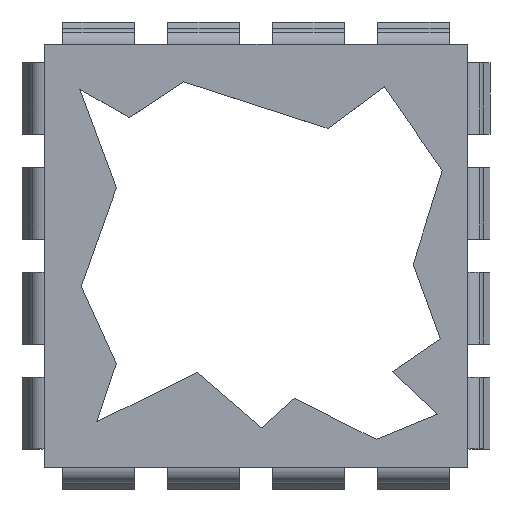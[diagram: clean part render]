
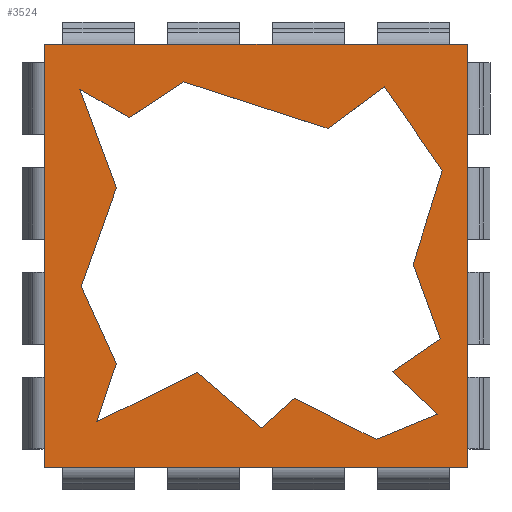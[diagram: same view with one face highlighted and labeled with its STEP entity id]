
A CAD part, top view. The second image highlights one B-rep face of the part: STEP entity #3524.
In plain terms, the highlighted planar face has unit normal (0, 0, 1).
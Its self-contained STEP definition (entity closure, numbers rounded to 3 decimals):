
#2794=CARTESIAN_POINT('',(8.571,-7.298,11.0));
#2795=VERTEX_POINT('',#2794);
#2802=CARTESIAN_POINT('',(11.591,-5.215,11.0));
#2803=VERTEX_POINT('',#2802);
#2804=CARTESIAN_POINT('',(11.591,-5.215,11.0));
#2805=DIRECTION('',(-0.823,-0.568,0.0));
#2806=VECTOR('',#2805,3.669);
#2807=LINE('',#2804,#2806);
#2808=EDGE_CURVE('',#2803,#2795,#2807,.T.);
#2833=CARTESIAN_POINT('',(9.89,-0.537,11.0));
#2834=VERTEX_POINT('',#2833);
#2835=CARTESIAN_POINT('',(9.89,-0.537,11.0));
#2836=DIRECTION('',(0.342,-0.94,0.0));
#2837=VECTOR('',#2836,4.978);
#2838=LINE('',#2835,#2837);
#2839=EDGE_CURVE('',#2834,#2803,#2838,.T.);
#2864=CARTESIAN_POINT('',(11.719,5.374,11.0));
#2865=VERTEX_POINT('',#2864);
#2866=CARTESIAN_POINT('',(11.719,5.374,11.0));
#2867=DIRECTION('',(-0.296,-0.955,0.0));
#2868=VECTOR('',#2867,6.188);
#2869=LINE('',#2866,#2868);
#2870=EDGE_CURVE('',#2865,#2834,#2869,.T.);
#2895=CARTESIAN_POINT('',(8.061,10.647,11.0));
#2896=VERTEX_POINT('',#2895);
#2897=CARTESIAN_POINT('',(8.061,10.647,11.0));
#2898=DIRECTION('',(0.57,-0.822,0.0));
#2899=VECTOR('',#2898,6.418);
#2900=LINE('',#2897,#2899);
#2901=EDGE_CURVE('',#2896,#2865,#2900,.T.);
#2926=CARTESIAN_POINT('',(4.53,8.011,11.0));
#2927=VERTEX_POINT('',#2926);
#2928=CARTESIAN_POINT('',(4.53,8.011,11.0));
#2929=DIRECTION('',(0.801,0.598,0.0));
#2930=VECTOR('',#2929,4.406);
#2931=LINE('',#2928,#2930);
#2932=EDGE_CURVE('',#2927,#2896,#2931,.T.);
#2957=CARTESIAN_POINT('',(-4.573,10.945,11.0));
#2958=VERTEX_POINT('',#2957);
#2959=CARTESIAN_POINT('',(-4.573,10.945,11.0));
#2960=DIRECTION('',(0.952,-0.307,0.0));
#2961=VECTOR('',#2960,9.564);
#2962=LINE('',#2959,#2961);
#2963=EDGE_CURVE('',#2958,#2927,#2962,.T.);
#2988=CARTESIAN_POINT('',(-7.976,8.691,11.0));
#2989=VERTEX_POINT('',#2988);
#2990=CARTESIAN_POINT('',(-7.976,8.691,11.0));
#2991=DIRECTION('',(0.834,0.552,0.0));
#2992=VECTOR('',#2991,4.082);
#2993=LINE('',#2990,#2992);
#2994=EDGE_CURVE('',#2989,#2958,#2993,.T.);
#3019=CARTESIAN_POINT('',(-11.081,10.477,11.0));
#3020=VERTEX_POINT('',#3019);
#3021=CARTESIAN_POINT('',(-11.081,10.477,11.0));
#3022=DIRECTION('',(0.867,-0.499,0.0));
#3023=VECTOR('',#3022,3.582);
#3024=LINE('',#3021,#3023);
#3025=EDGE_CURVE('',#3020,#2989,#3024,.T.);
#3050=CARTESIAN_POINT('',(-8.784,4.268,11.0));
#3051=VERTEX_POINT('',#3050);
#3052=CARTESIAN_POINT('',(-8.784,4.268,11.0));
#3053=DIRECTION('',(-0.347,0.938,0.0));
#3054=VECTOR('',#3053,6.62);
#3055=LINE('',#3052,#3054);
#3056=EDGE_CURVE('',#3051,#3020,#3055,.T.);
#3081=CARTESIAN_POINT('',(-10.996,-1.94,11.0));
#3082=VERTEX_POINT('',#3081);
#3083=CARTESIAN_POINT('',(-10.996,-1.94,11.0));
#3084=DIRECTION('',(0.336,0.942,0.0));
#3085=VECTOR('',#3084,6.591);
#3086=LINE('',#3083,#3085);
#3087=EDGE_CURVE('',#3082,#3051,#3086,.T.);
#3112=CARTESIAN_POINT('',(-8.784,-6.788,11.0));
#3113=VERTEX_POINT('',#3112);
#3114=CARTESIAN_POINT('',(-8.784,-6.788,11.0));
#3115=DIRECTION('',(-0.415,0.91,0.0));
#3116=VECTOR('',#3115,5.329);
#3117=LINE('',#3114,#3116);
#3118=EDGE_CURVE('',#3113,#3082,#3117,.T.);
#3143=CARTESIAN_POINT('',(-10.017,-10.445,11.0));
#3144=VERTEX_POINT('',#3143);
#3145=CARTESIAN_POINT('',(-10.017,-10.445,11.0));
#3146=DIRECTION('',(0.32,0.948,0.0));
#3147=VECTOR('',#3146,3.86);
#3148=LINE('',#3145,#3147);
#3149=EDGE_CURVE('',#3144,#3113,#3148,.T.);
#3174=CARTESIAN_POINT('',(-3.679,-7.341,11.0));
#3175=VERTEX_POINT('',#3174);
#3176=CARTESIAN_POINT('',(-3.679,-7.341,11.0));
#3177=DIRECTION('',(-0.898,-0.44,0.0));
#3178=VECTOR('',#3177,7.057);
#3179=LINE('',#3176,#3178);
#3180=EDGE_CURVE('',#3175,#3144,#3179,.T.);
#3205=CARTESIAN_POINT('',(0.362,-10.828,11.0));
#3206=VERTEX_POINT('',#3205);
#3207=CARTESIAN_POINT('',(0.362,-10.828,11.0));
#3208=DIRECTION('',(-0.757,0.653,0.0));
#3209=VECTOR('',#3208,5.338);
#3210=LINE('',#3207,#3209);
#3211=EDGE_CURVE('',#3206,#3175,#3210,.T.);
#3236=CARTESIAN_POINT('',(2.446,-8.957,11.0));
#3237=VERTEX_POINT('',#3236);
#3238=CARTESIAN_POINT('',(2.446,-8.957,11.0));
#3239=DIRECTION('',(-0.744,-0.668,0.0));
#3240=VECTOR('',#3239,2.801);
#3241=LINE('',#3238,#3240);
#3242=EDGE_CURVE('',#3237,#3206,#3241,.T.);
#3267=CARTESIAN_POINT('',(7.55,-11.551,11.0));
#3268=VERTEX_POINT('',#3267);
#3269=CARTESIAN_POINT('',(7.55,-11.551,11.0));
#3270=DIRECTION('',(-0.891,0.453,0.0));
#3271=VECTOR('',#3270,5.726);
#3272=LINE('',#3269,#3271);
#3273=EDGE_CURVE('',#3268,#3237,#3272,.T.);
#3298=CARTESIAN_POINT('',(11.423,-9.959,11.0));
#3299=VERTEX_POINT('',#3298);
#3300=CARTESIAN_POINT('',(11.423,-9.959,11.0));
#3301=DIRECTION('',(-0.925,-0.38,0.0));
#3302=VECTOR('',#3301,4.187);
#3303=LINE('',#3300,#3302);
#3304=EDGE_CURVE('',#3299,#3268,#3303,.T.);
#3327=CARTESIAN_POINT('',(8.571,-7.298,11.0));
#3328=DIRECTION('',(0.731,-0.682,0.0));
#3329=VECTOR('',#3328,3.9);
#3330=LINE('',#3327,#3329);
#3331=EDGE_CURVE('',#2795,#3299,#3330,.T.);
#3352=CARTESIAN_POINT('',(-13.3,13.3,11.0));
#3353=VERTEX_POINT('',#3352);
#3360=CARTESIAN_POINT('',(13.3,13.3,11.0));
#3361=VERTEX_POINT('',#3360);
#3362=CARTESIAN_POINT('',(13.3,13.3,11.0));
#3363=DIRECTION('',(-1.0,0.0,0.0));
#3364=VECTOR('',#3363,26.6);
#3365=LINE('',#3362,#3364);
#3366=EDGE_CURVE('',#3361,#3353,#3365,.T.);
#3390=CARTESIAN_POINT('',(-13.3,-13.3,11.0));
#3391=VERTEX_POINT('',#3390);
#3398=CARTESIAN_POINT('',(-13.3,13.3,11.0));
#3399=DIRECTION('',(0.0,-1.0,0.0));
#3400=VECTOR('',#3399,26.6);
#3401=LINE('',#3398,#3400);
#3402=EDGE_CURVE('',#3353,#3391,#3401,.T.);
#3421=CARTESIAN_POINT('',(13.3,-13.3,11.0));
#3422=VERTEX_POINT('',#3421);
#3429=CARTESIAN_POINT('',(-13.3,-13.3,11.0));
#3430=DIRECTION('',(1.0,0.0,0.0));
#3431=VECTOR('',#3430,26.6);
#3432=LINE('',#3429,#3431);
#3433=EDGE_CURVE('',#3391,#3422,#3432,.T.);
#3451=CARTESIAN_POINT('',(13.3,-13.3,11.0));
#3452=DIRECTION('',(0.0,1.0,0.0));
#3453=VECTOR('',#3452,26.6);
#3454=LINE('',#3451,#3453);
#3455=EDGE_CURVE('',#3422,#3361,#3454,.T.);
#3493=CARTESIAN_POINT('',(0.,0.,11.0));
#3494=DIRECTION('',(0.0,0.0,1.0));
#3495=DIRECTION('',(1.0,0.0,0.0));
#3496=AXIS2_PLACEMENT_3D('',#3493,#3494,#3495);
#3497=PLANE('',#3496);
#3498=ORIENTED_EDGE('',*,*,#3455,.T.);
#3499=ORIENTED_EDGE('',*,*,#3366,.T.);
#3500=ORIENTED_EDGE('',*,*,#3402,.T.);
#3501=ORIENTED_EDGE('',*,*,#3433,.T.);
#3502=EDGE_LOOP('',(#3498,#3499,#3500,#3501));
#3503=FACE_OUTER_BOUND('',#3502,.T.);
#3504=ORIENTED_EDGE('',*,*,#2808,.T.);
#3505=ORIENTED_EDGE('',*,*,#3331,.T.);
#3506=ORIENTED_EDGE('',*,*,#3304,.T.);
#3507=ORIENTED_EDGE('',*,*,#3273,.T.);
#3508=ORIENTED_EDGE('',*,*,#3242,.T.);
#3509=ORIENTED_EDGE('',*,*,#3211,.T.);
#3510=ORIENTED_EDGE('',*,*,#3180,.T.);
#3511=ORIENTED_EDGE('',*,*,#3149,.T.);
#3512=ORIENTED_EDGE('',*,*,#3118,.T.);
#3513=ORIENTED_EDGE('',*,*,#3087,.T.);
#3514=ORIENTED_EDGE('',*,*,#3056,.T.);
#3515=ORIENTED_EDGE('',*,*,#3025,.T.);
#3516=ORIENTED_EDGE('',*,*,#2994,.T.);
#3517=ORIENTED_EDGE('',*,*,#2963,.T.);
#3518=ORIENTED_EDGE('',*,*,#2932,.T.);
#3519=ORIENTED_EDGE('',*,*,#2901,.T.);
#3520=ORIENTED_EDGE('',*,*,#2870,.T.);
#3521=ORIENTED_EDGE('',*,*,#2839,.T.);
#3522=EDGE_LOOP('',(#3504,#3505,#3506,#3507,#3508,#3509,#3510,#3511,#3512,#3513,#3514,#3515,#3516,#3517,#3518,#3519,#3520,#3521));
#3523=FACE_BOUND('',#3522,.T.);
#3524=ADVANCED_FACE('',(#3503,#3523),#3497,.T.);
